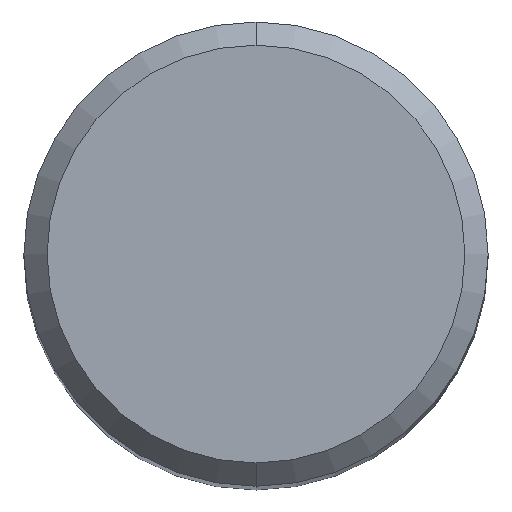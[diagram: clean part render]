
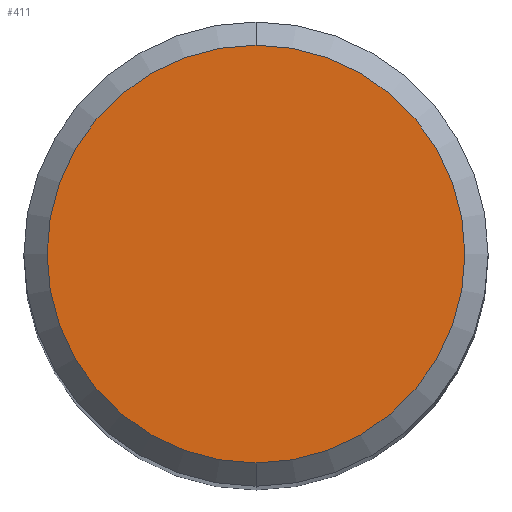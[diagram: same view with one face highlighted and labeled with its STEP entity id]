
A CAD part, top view. The second image highlights one B-rep face of the part: STEP entity #411.
In plain terms, the highlighted planar face has unit normal (0, 0, 1).
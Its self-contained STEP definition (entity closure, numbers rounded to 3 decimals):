
#383=EDGE_CURVE('',#883,#909,#998,.T.);
#411=ADVANCED_FACE('',(#1028),#1029,.T.);
#867=EDGE_CURVE('',#909,#883,#1529,.T.);
#883=VERTEX_POINT('',#1546);
#909=VERTEX_POINT('',#1574);
#998=CIRCLE('',#1813,4.5);
#1028=FACE_OUTER_BOUND('',#1897,.T.);
#1029=PLANE('',#1898);
#1529=CIRCLE('',#5886,4.5);
#1546=CARTESIAN_POINT('',(0.0,4.5,0.0));
#1574=CARTESIAN_POINT('',(0.,-4.5,0.0));
#1813=AXIS2_PLACEMENT_3D('',#6091,#6092,#6093);
#1897=EDGE_LOOP('',(#6121,#6122));
#1898=AXIS2_PLACEMENT_3D('',#6123,#6124,#6125);
#5886=AXIS2_PLACEMENT_3D('',#6667,#6668,#6669);
#6091=CARTESIAN_POINT('',(0.0,0.0,0.0));
#6092=DIRECTION('',(0.0,0.0,-1.0));
#6093=DIRECTION('',(0.0,1.0,0.0));
#6121=ORIENTED_EDGE('',*,*,#383,.F.);
#6122=ORIENTED_EDGE('',*,*,#867,.F.);
#6123=CARTESIAN_POINT('',(0.0,2.25,0.0));
#6124=DIRECTION('',(-0.0,0.0,1.0));
#6125=DIRECTION('',(0.0,-1.0,0.0));
#6667=CARTESIAN_POINT('',(0.0,0.0,0.0));
#6668=DIRECTION('',(0.0,0.0,-1.0));
#6669=DIRECTION('',(0.0,1.0,0.0));
